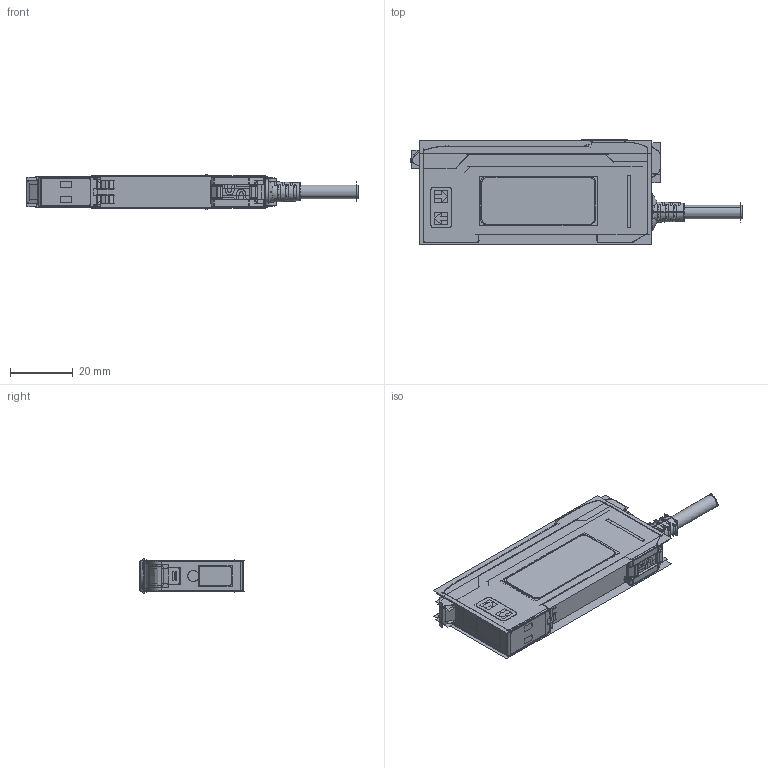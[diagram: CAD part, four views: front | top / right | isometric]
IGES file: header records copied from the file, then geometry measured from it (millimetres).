
Start section:  PTC IGES file: 177888_sm01.igs
Global section: file name: 177888_sm01.igs; native system: Creo Parametric by PTC Inc.; preprocessor: 2019292; author: PDMAdmin; organization: Unknown; date: 20220701.085405; units: millimetre
Bounding box: 105.44 x 33.14 x 11.4 mm (x, y, z)
Volume: 20659.9 mm3; surface area: 59915.6 mm2
Topology: 1 solids, 1 shells, 1582 faces, 8067 edges, 10019 vertices
Faces by surface type: bspline 970, revolution 606, extrusion 6
